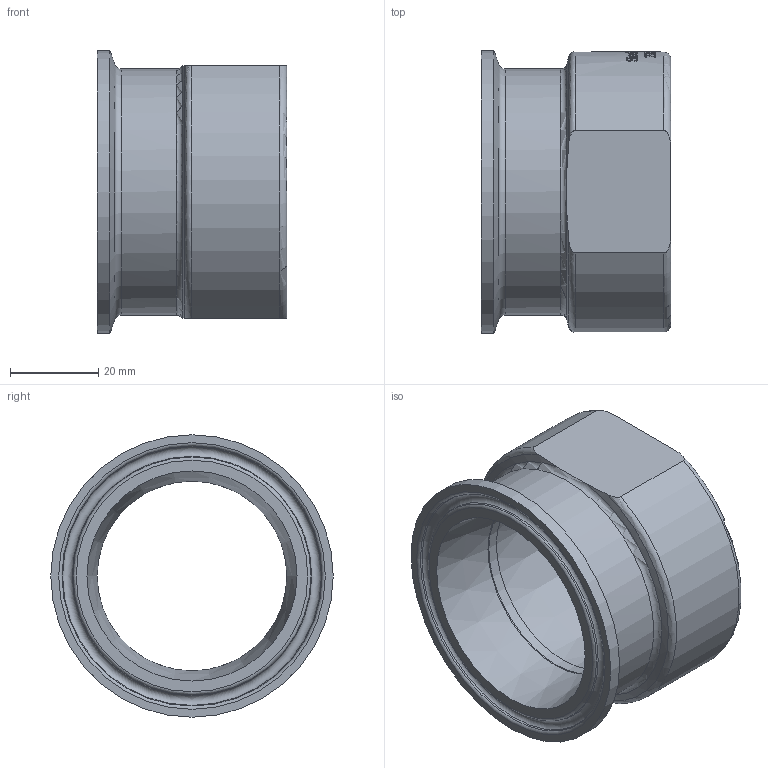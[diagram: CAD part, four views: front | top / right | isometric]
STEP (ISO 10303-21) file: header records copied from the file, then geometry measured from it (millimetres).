
FILE_DESCRIPTION(/* description */ (''),/* implementation_level */ '2;1');
FILE_NAME(/* name */ '22MP-2X1.5.ipt.stp',/* time_stamp */ '2019-08-23T16:29:47-04:00',/* author */ ('Engineering'),/* organization */ (''),/* preprocessor_version */ 'ST-DEVELOPER v15.2',/* originating_system */ 'Autodesk Inventor 2014',/* authorisation */ '');
FILE_SCHEMA (('AUTOMOTIVE_DESIGN { 1 0 10303 214 3 1 1 }'));
Length unit declared in the file: inch
Products named in the file (1): 22MP-2X1.5
Bounding box: 42.85 x 63.88 x 63.88 mm (x, y, z)
Volume: 54851.3 mm3; surface area: 17923.2 mm2
Topology: 1 solids, 1 shells, 391 faces, 1053 edges, 698 vertices
Faces by surface type: bspline 174, plane 161, cylinder 38, torus 10, cone 8
Full cylindrical faces by diameter (mm): 42.9 x1, 55.677 x1, 63.881 x1
Entity records: 15414 total; most frequent: CARTESIAN_POINT 6631, ORIENTED_EDGE 2074, DIRECTION 1322, EDGE_CURVE 1037, VERTEX_POINT 697, LINE 464, VECTOR 464, EDGE_LOOP 442
